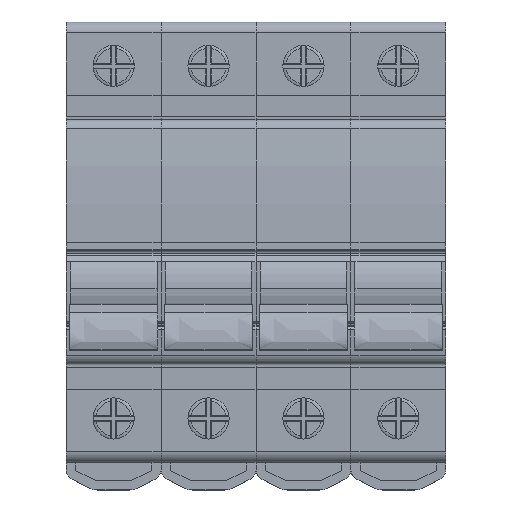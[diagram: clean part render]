
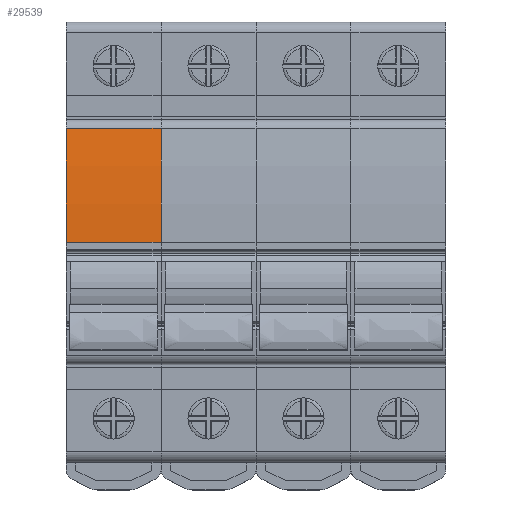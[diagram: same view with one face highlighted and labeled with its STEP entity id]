
A CAD part, top view. The second image highlights one B-rep face of the part: STEP entity #29539.
In plain terms, the highlighted cylindrical face has radius 122.659 mm (diameter 245.319 mm), a partial arc.
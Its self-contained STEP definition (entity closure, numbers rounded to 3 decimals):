
#1542 = DIRECTION ( 'NONE',  ( 1., 0., 0. ) ) ;
#2435 = EDGE_CURVE ( 'NONE', #17645, #25177, #19115, .T. ) ;
#3231 = DIRECTION ( 'NONE',  ( -1., 0., 0. ) ) ;
#7770 = CARTESIAN_POINT ( 'NONE',  ( -8.75, 0., 67.5 ) ) ;
#8131 = CARTESIAN_POINT ( 'NONE',  ( 8.75, 0., 67.5 ) ) ;
#9197 = CARTESIAN_POINT ( 'NONE',  ( -8.75, 20.941, 65.699 ) ) ;
#10355 = ORIENTED_EDGE ( 'NONE', *, *, #19799, .T. ) ;
#13000 = DIRECTION ( 'NONE',  ( 0., 0., -1. ) ) ;
#13789 = CYLINDRICAL_SURFACE ( 'NONE', #17257, 122.66 ) ;
#14319 = CARTESIAN_POINT ( 'NONE',  ( 8.75, 0., -55.16 ) ) ;
#16769 = AXIS2_PLACEMENT_3D ( 'NONE', #26867, #1542, #13000 ) ;
#17257 = AXIS2_PLACEMENT_3D ( 'NONE', #14319, #3231, #19957 ) ;
#17645 = VERTEX_POINT ( 'NONE', #29697 ) ;
#19115 = CIRCLE ( 'NONE', #16769, 122.66 ) ;
#19210 = AXIS2_PLACEMENT_3D ( 'NONE', #34678, #23781, #26899 ) ;
#19397 = DIRECTION ( 'NONE',  ( -1., 0., 0. ) ) ;
#19438 = CARTESIAN_POINT ( 'NONE',  ( 8.75, 0., 67.5 ) ) ;
#19574 = LINE ( 'NONE', #8131, #26878 ) ;
#19693 = VERTEX_POINT ( 'NONE', #7770 ) ;
#19773 = CIRCLE ( 'NONE', #19210, 122.66 ) ;
#19799 = EDGE_CURVE ( 'NONE', #17645, #29727, #34114, .T. ) ;
#19957 = DIRECTION ( 'NONE',  ( 0., 0., 1. ) ) ;
#20708 = ORIENTED_EDGE ( 'NONE', *, *, #2435, .F. ) ;
#21391 = EDGE_CURVE ( 'NONE', #29727, #19693, #19773, .T. ) ;
#22517 = FACE_OUTER_BOUND ( 'NONE', #29414, .T. ) ;
#23781 = DIRECTION ( 'NONE',  ( 1., 0., 0. ) ) ;
#25069 = CARTESIAN_POINT ( 'NONE',  ( 8.75, 20.941, 65.699 ) ) ;
#25177 = VERTEX_POINT ( 'NONE', #19438 ) ;
#26867 = CARTESIAN_POINT ( 'NONE',  ( 8.75, 0., -55.16 ) ) ;
#26878 = VECTOR ( 'NONE', #33252, 1000. ) ;
#26899 = DIRECTION ( 'NONE',  ( 0., 0., 1. ) ) ;
#29414 = EDGE_LOOP ( 'NONE', ( #34324, #20708, #10355, #31588 ) ) ;
#29539 = ADVANCED_FACE ( 'NONE', ( #22517 ), #13789, .T. ) ;
#29697 = CARTESIAN_POINT ( 'NONE',  ( 8.75, 20.941, 65.699 ) ) ;
#29727 = VERTEX_POINT ( 'NONE', #9197 ) ;
#31588 = ORIENTED_EDGE ( 'NONE', *, *, #21391, .T. ) ;
#33103 = VECTOR ( 'NONE', #19397, 1000. ) ;
#33252 = DIRECTION ( 'NONE',  ( -1., 0., 0. ) ) ;
#34114 = LINE ( 'NONE', #25069, #33103 ) ;
#34324 = ORIENTED_EDGE ( 'NONE', *, *, #35674, .F. ) ;
#34678 = CARTESIAN_POINT ( 'NONE',  ( -8.75, 0., -55.16 ) ) ;
#35674 = EDGE_CURVE ( 'NONE', #25177, #19693, #19574, .T. ) ;
